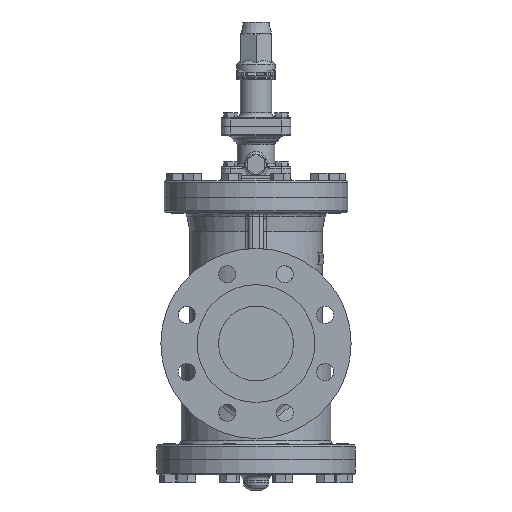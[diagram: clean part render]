
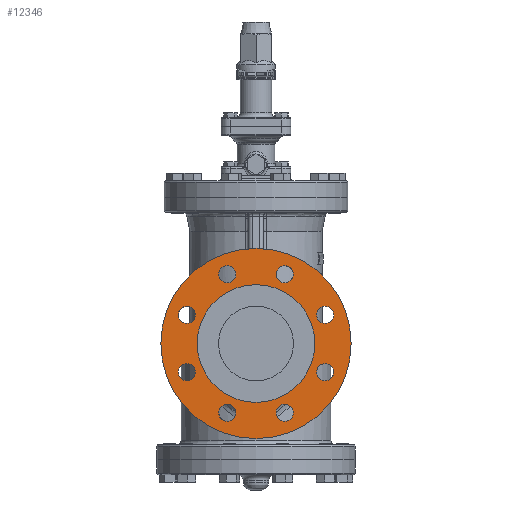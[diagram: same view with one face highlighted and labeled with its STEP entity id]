
A CAD part, left-side view. The second image highlights one B-rep face of the part: STEP entity #12346.
In plain terms, the highlighted planar face has unit normal (-1, 0, 0).
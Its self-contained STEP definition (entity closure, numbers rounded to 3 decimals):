
#2482=PLANE('',#13592);
#2781=FACE_BOUND('',#4557,.T.);
#2782=FACE_BOUND('',#4558,.T.);
#2783=FACE_BOUND('',#4559,.T.);
#2784=FACE_BOUND('',#4560,.T.);
#2785=FACE_BOUND('',#4561,.T.);
#2786=FACE_BOUND('',#4562,.T.);
#2787=FACE_BOUND('',#4563,.T.);
#2788=FACE_BOUND('',#4564,.T.);
#2789=FACE_BOUND('',#4565,.T.);
#3515=FACE_OUTER_BOUND('',#4556,.T.);
#4556=EDGE_LOOP('',(#10957));
#4557=EDGE_LOOP('',(#10958));
#4558=EDGE_LOOP('',(#10959));
#4559=EDGE_LOOP('',(#10960));
#4560=EDGE_LOOP('',(#10961));
#4561=EDGE_LOOP('',(#10962));
#4562=EDGE_LOOP('',(#10963));
#4563=EDGE_LOOP('',(#10964));
#4564=EDGE_LOOP('',(#10965));
#4565=EDGE_LOOP('',(#10966));
#5220=CIRCLE('',#13580,127.);
#5225=CIRCLE('',#13590,78.6);
#5227=CIRCLE('',#13593,11.5);
#5228=CIRCLE('',#13594,11.5);
#5229=CIRCLE('',#13595,11.5);
#5230=CIRCLE('',#13596,11.5);
#5231=CIRCLE('',#13597,11.5);
#5232=CIRCLE('',#13598,11.5);
#5233=CIRCLE('',#13599,11.5);
#5234=CIRCLE('',#13600,11.5);
#6315=VERTEX_POINT('',#22184);
#6320=VERTEX_POINT('',#22199);
#6322=VERTEX_POINT('',#22204);
#6323=VERTEX_POINT('',#22206);
#6324=VERTEX_POINT('',#22208);
#6325=VERTEX_POINT('',#22210);
#6326=VERTEX_POINT('',#22212);
#6327=VERTEX_POINT('',#22214);
#6328=VERTEX_POINT('',#22216);
#6329=VERTEX_POINT('',#22218);
#7912=EDGE_CURVE('',#6315,#6315,#5220,.T.);
#7917=EDGE_CURVE('',#6320,#6320,#5225,.T.);
#7919=EDGE_CURVE('',#6322,#6322,#5227,.T.);
#7920=EDGE_CURVE('',#6323,#6323,#5228,.T.);
#7921=EDGE_CURVE('',#6324,#6324,#5229,.T.);
#7922=EDGE_CURVE('',#6325,#6325,#5230,.T.);
#7923=EDGE_CURVE('',#6326,#6326,#5231,.T.);
#7924=EDGE_CURVE('',#6327,#6327,#5232,.T.);
#7925=EDGE_CURVE('',#6328,#6328,#5233,.T.);
#7926=EDGE_CURVE('',#6329,#6329,#5234,.T.);
#10957=ORIENTED_EDGE('',*,*,#7912,.F.);
#10958=ORIENTED_EDGE('',*,*,#7917,.T.);
#10959=ORIENTED_EDGE('',*,*,#7919,.F.);
#10960=ORIENTED_EDGE('',*,*,#7920,.F.);
#10961=ORIENTED_EDGE('',*,*,#7921,.F.);
#10962=ORIENTED_EDGE('',*,*,#7922,.F.);
#10963=ORIENTED_EDGE('',*,*,#7923,.F.);
#10964=ORIENTED_EDGE('',*,*,#7924,.F.);
#10965=ORIENTED_EDGE('',*,*,#7925,.F.);
#10966=ORIENTED_EDGE('',*,*,#7926,.F.);
#12346=ADVANCED_FACE('',(#3515,#2781,#2782,#2783,#2784,#2785,#2786,#2787,
#2788,#2789),#2482,.F.);
#13580=AXIS2_PLACEMENT_3D('',#22185,#16801,#16802);
#13590=AXIS2_PLACEMENT_3D('',#22200,#16821,#16822);
#13592=AXIS2_PLACEMENT_3D('',#22203,#16825,#16826);
#13593=AXIS2_PLACEMENT_3D('',#22205,#16827,#16828);
#13594=AXIS2_PLACEMENT_3D('',#22207,#16829,#16830);
#13595=AXIS2_PLACEMENT_3D('',#22209,#16831,#16832);
#13596=AXIS2_PLACEMENT_3D('',#22211,#16833,#16834);
#13597=AXIS2_PLACEMENT_3D('',#22213,#16835,#16836);
#13598=AXIS2_PLACEMENT_3D('',#22215,#16837,#16838);
#13599=AXIS2_PLACEMENT_3D('',#22217,#16839,#16840);
#13600=AXIS2_PLACEMENT_3D('',#22219,#16841,#16842);
#16801=DIRECTION('center_axis',(1.,0.,0.));
#16802=DIRECTION('ref_axis',(0.,0.,1.));
#16821=DIRECTION('center_axis',(1.,0.,0.));
#16822=DIRECTION('ref_axis',(0.,0.,1.));
#16825=DIRECTION('center_axis',(1.,0.,0.));
#16826=DIRECTION('ref_axis',(0.,0.,-1.));
#16827=DIRECTION('center_axis',(-1.,0.,0.));
#16828=DIRECTION('ref_axis',(0.,0.,-1.));
#16829=DIRECTION('center_axis',(-1.,0.,0.));
#16830=DIRECTION('ref_axis',(0.,-0.707,-0.707));
#16831=DIRECTION('center_axis',(-1.,0.,0.));
#16832=DIRECTION('ref_axis',(0.,-1.,0.));
#16833=DIRECTION('center_axis',(-1.,0.,0.));
#16834=DIRECTION('ref_axis',(0.,-0.707,0.707));
#16835=DIRECTION('center_axis',(-1.,0.,0.));
#16836=DIRECTION('ref_axis',(0.,0.,1.));
#16837=DIRECTION('center_axis',(-1.,0.,0.));
#16838=DIRECTION('ref_axis',(0.,0.707,0.707));
#16839=DIRECTION('center_axis',(-1.,0.,0.));
#16840=DIRECTION('ref_axis',(0.,1.,0.));
#16841=DIRECTION('center_axis',(-1.,0.,0.));
#16842=DIRECTION('ref_axis',(0.,0.707,-0.707));
#22184=CARTESIAN_POINT('',(-223.4,0.,28.));
#22185=CARTESIAN_POINT('Origin',(-223.4,0.,155.));
#22199=CARTESIAN_POINT('',(-223.4,0.,76.4));
#22200=CARTESIAN_POINT('Origin',(-223.4,0.,155.));
#22203=CARTESIAN_POINT('Origin',(-223.4,0.,155.));
#22204=CARTESIAN_POINT('',(-223.4,38.268,235.888));
#22205=CARTESIAN_POINT('Origin',(-223.4,38.268,247.388));
#22206=CARTESIAN_POINT('',(-223.4,92.388,181.768));
#22207=CARTESIAN_POINT('Origin',(-223.4,92.388,193.268));
#22208=CARTESIAN_POINT('',(-223.4,92.388,105.232));
#22209=CARTESIAN_POINT('Origin',(-223.4,92.388,116.732));
#22210=CARTESIAN_POINT('',(-223.4,38.268,51.112));
#22211=CARTESIAN_POINT('Origin',(-223.4,38.268,62.612));
#22212=CARTESIAN_POINT('',(-223.4,-38.268,51.112));
#22213=CARTESIAN_POINT('Origin',(-223.4,-38.268,62.612));
#22214=CARTESIAN_POINT('',(-223.4,-92.388,105.232));
#22215=CARTESIAN_POINT('Origin',(-223.4,-92.388,116.732));
#22216=CARTESIAN_POINT('',(-223.4,-92.388,181.768));
#22217=CARTESIAN_POINT('Origin',(-223.4,-92.388,193.268));
#22218=CARTESIAN_POINT('',(-223.4,-38.268,235.888));
#22219=CARTESIAN_POINT('Origin',(-223.4,-38.268,247.388));
